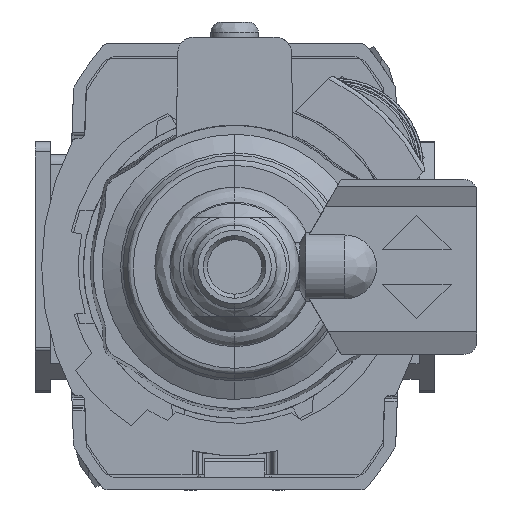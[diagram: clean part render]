
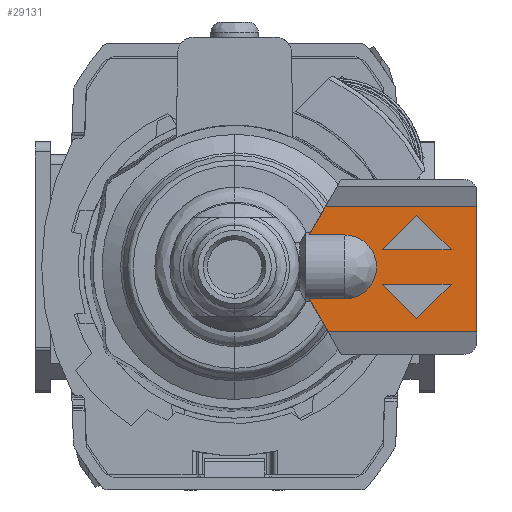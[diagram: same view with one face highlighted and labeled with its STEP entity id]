
A CAD part, front view. The second image highlights one B-rep face of the part: STEP entity #29131.
In plain terms, the highlighted planar face has unit normal (0, -1, 0).
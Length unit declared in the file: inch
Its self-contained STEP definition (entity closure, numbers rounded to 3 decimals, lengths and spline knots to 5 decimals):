
#74 = EDGE_CURVE ( 'NONE', #13927, #6747, #11300, .T. ) ;
#173 = VECTOR ( 'NONE', #38078, 39.37008 ) ;
#542 = DIRECTION ( 'NONE',  ( -0.707, 0., -0.707 ) ) ;
#2092 = EDGE_CURVE ( 'NONE', #20142, #29804, #9727, .T. ) ;
#2665 = CARTESIAN_POINT ( 'NONE',  ( 0.50512, -4.24459, -0.14658 ) ) ;
#2771 = EDGE_CURVE ( 'NONE', #6027, #40361, #14867, .T. ) ;
#2884 = ORIENTED_EDGE ( 'NONE', *, *, #19787, .F. ) ;
#2965 = CARTESIAN_POINT ( 'NONE',  ( 1.1122, -4.24459, -0.07874 ) ) ;
#3115 = VECTOR ( 'NONE', #8275, 39.37008 ) ;
#3670 = CIRCLE ( 'NONE', #9766, 0.14658 ) ;
#4255 = CARTESIAN_POINT ( 'NONE',  ( 0.67835, -4.24459, -0.07874 ) ) ;
#4468 = EDGE_CURVE ( 'NONE', #6747, #29822, #27756, .T. ) ;
#5423 = FACE_OUTER_BOUND ( 'NONE', #28057, .T. ) ;
#5558 = VECTOR ( 'NONE', #11696, 39.37008 ) ;
#5695 = CARTESIAN_POINT ( 'NONE',  ( 0.6626, -4.24459, 0.14658 ) ) ;
#6027 = VERTEX_POINT ( 'NONE', #30419 ) ;
#6647 = EDGE_CURVE ( 'NONE', #29804, #19042, #24375, .T. ) ;
#6747 = VERTEX_POINT ( 'NONE', #14842 ) ;
#8275 = DIRECTION ( 'NONE',  ( 0.5, 0., 0.866 ) ) ;
#8807 = FACE_BOUND ( 'NONE', #18196, .T. ) ;
#9003 = DIRECTION ( 'NONE',  ( 0., 1., 0. ) ) ;
#9223 = FACE_BOUND ( 'NONE', #39441, .T. ) ;
#9450 = CARTESIAN_POINT ( 'NONE',  ( 0.99331, -4.24459, 0.07874 ) ) ;
#9727 = LINE ( 'NONE', #12693, #14472 ) ;
#9766 = AXIS2_PLACEMENT_3D ( 'NONE', #41163, #32101, #28918 ) ;
#10336 = VECTOR ( 'NONE', #21962, 39.37008 ) ;
#11300 = LINE ( 'NONE', #14667, #31847 ) ;
#11696 = DIRECTION ( 'NONE',  ( 1., 0., 0. ) ) ;
#11880 = ORIENTED_EDGE ( 'NONE', *, *, #27281, .F. ) ;
#12693 = CARTESIAN_POINT ( 'NONE',  ( 1.1122, -4.24459, 0.07874 ) ) ;
#12796 = DIRECTION ( 'NONE',  ( 0., 0., 1. ) ) ;
#12815 = EDGE_CURVE ( 'NONE', #17483, #6027, #26861, .T. ) ;
#12904 = VERTEX_POINT ( 'NONE', #40547 ) ;
#13871 = ORIENTED_EDGE ( 'NONE', *, *, #2771, .F. ) ;
#13927 = VERTEX_POINT ( 'NONE', #4255 ) ;
#14019 = DIRECTION ( 'NONE',  ( -0.707, 0., 0.707 ) ) ;
#14190 = CARTESIAN_POINT ( 'NONE',  ( 1.1122, -4.24459, -0.29809 ) ) ;
#14269 = CARTESIAN_POINT ( 'NONE',  ( 0.34226, -4.24459, -0.14658 ) ) ;
#14472 = VECTOR ( 'NONE', #35697, 39.37008 ) ;
#14667 = CARTESIAN_POINT ( 'NONE',  ( 0.67835, -4.24459, -0.07874 ) ) ;
#14842 = CARTESIAN_POINT ( 'NONE',  ( 0.83583, -4.24459, -0.23622 ) ) ;
#14867 = LINE ( 'NONE', #27745, #5558 ) ;
#15167 = EDGE_CURVE ( 'NONE', #29822, #13927, #25366, .T. ) ;
#15289 = CARTESIAN_POINT ( 'NONE',  ( 0.83583, -4.24459, -0.23622 ) ) ;
#15735 = PLANE ( 'NONE',  #36244 ) ;
#16011 = ORIENTED_EDGE ( 'NONE', *, *, #15167, .F. ) ;
#16698 = EDGE_CURVE ( 'NONE', #41390, #24935, #40707, .T. ) ;
#17390 = CARTESIAN_POINT ( 'NONE',  ( 0.99331, -4.24459, 0.07874 ) ) ;
#17483 = VERTEX_POINT ( 'NONE', #40078 ) ;
#18196 = EDGE_LOOP ( 'NONE', ( #33084, #23275, #18746 ) ) ;
#18746 = ORIENTED_EDGE ( 'NONE', *, *, #2092, .F. ) ;
#18976 = ORIENTED_EDGE ( 'NONE', *, *, #12815, .F. ) ;
#19042 = VERTEX_POINT ( 'NONE', #33301 ) ;
#19135 = VECTOR ( 'NONE', #31430, 39.37008 ) ;
#19381 = VECTOR ( 'NONE', #37719, 39.37008 ) ;
#19787 = EDGE_CURVE ( 'NONE', #40361, #31903, #41273, .T. ) ;
#19799 = ORIENTED_EDGE ( 'NONE', *, *, #16698, .F. ) ;
#20142 = VERTEX_POINT ( 'NONE', #27072 ) ;
#21962 = DIRECTION ( 'NONE',  ( -1., 0., 0. ) ) ;
#21995 = VECTOR ( 'NONE', #14019, 39.37008 ) ;
#22985 = CARTESIAN_POINT ( 'NONE',  ( 0.42974, -4.24459, -0.29809 ) ) ;
#23275 = ORIENTED_EDGE ( 'NONE', *, *, #6647, .F. ) ;
#24375 = LINE ( 'NONE', #17390, #21995 ) ;
#24935 = VERTEX_POINT ( 'NONE', #2665 ) ;
#25366 = LINE ( 'NONE', #2965, #41693 ) ;
#26091 = VECTOR ( 'NONE', #38592, 39.37008 ) ;
#26861 = LINE ( 'NONE', #34434, #3115 ) ;
#27072 = CARTESIAN_POINT ( 'NONE',  ( 0.67835, -4.24459, 0.07874 ) ) ;
#27232 = EDGE_CURVE ( 'NONE', #31903, #28946, #33623, .T. ) ;
#27281 = EDGE_CURVE ( 'NONE', #24935, #12904, #3670, .T. ) ;
#27464 = VECTOR ( 'NONE', #34439, 39.37008 ) ;
#27745 = CARTESIAN_POINT ( 'NONE',  ( 1.1122, -4.24459, 0.27559 ) ) ;
#27756 = LINE ( 'NONE', #15289, #173 ) ;
#27779 = ORIENTED_EDGE ( 'NONE', *, *, #4468, .F. ) ;
#28057 = EDGE_LOOP ( 'NONE', ( #11880, #19799, #34734, #35204, #2884, #13871, #18976, #39856 ) ) ;
#28183 = EDGE_CURVE ( 'NONE', #19042, #20142, #28815, .T. ) ;
#28815 = LINE ( 'NONE', #41677, #30786 ) ;
#28820 = CARTESIAN_POINT ( 'NONE',  ( 1.11154, -4.24459, 0.27559 ) ) ;
#28836 = EDGE_CURVE ( 'NONE', #28946, #41390, #37972, .T. ) ;
#28918 = DIRECTION ( 'NONE',  ( 0., 0., -1. ) ) ;
#28946 = VERTEX_POINT ( 'NONE', #22985 ) ;
#29131 = ADVANCED_FACE ( 'NONE', ( #8807, #5423, #9223 ), #15735, .F. ) ;
#29804 = VERTEX_POINT ( 'NONE', #9450 ) ;
#29822 = VERTEX_POINT ( 'NONE', #33279 ) ;
#30419 = CARTESIAN_POINT ( 'NONE',  ( 0.41675, -4.24459, 0.27559 ) ) ;
#30786 = VECTOR ( 'NONE', #542, 39.37008 ) ;
#31374 = CARTESIAN_POINT ( 'NONE',  ( 1.1122, -4.24459, 0.27559 ) ) ;
#31430 = DIRECTION ( 'NONE',  ( 1., 0., 0. ) ) ;
#31847 = VECTOR ( 'NONE', #40416, 39.37008 ) ;
#31903 = VERTEX_POINT ( 'NONE', #34189 ) ;
#32101 = DIRECTION ( 'NONE',  ( 0., -1., 0. ) ) ;
#33084 = ORIENTED_EDGE ( 'NONE', *, *, #28183, .F. ) ;
#33279 = CARTESIAN_POINT ( 'NONE',  ( 0.99331, -4.24459, -0.07874 ) ) ;
#33301 = CARTESIAN_POINT ( 'NONE',  ( 0.83583, -4.24459, 0.23622 ) ) ;
#33623 = LINE ( 'NONE', #14190, #27464 ) ;
#34189 = CARTESIAN_POINT ( 'NONE',  ( 1.11154, -4.24459, -0.29809 ) ) ;
#34434 = CARTESIAN_POINT ( 'NONE',  ( 0.25764, -4.24459, 0. ) ) ;
#34439 = DIRECTION ( 'NONE',  ( -1., 0., 0. ) ) ;
#34622 = LINE ( 'NONE', #5695, #10336 ) ;
#34734 = ORIENTED_EDGE ( 'NONE', *, *, #28836, .F. ) ;
#34814 = CARTESIAN_POINT ( 'NONE',  ( 0.6626, -4.24459, -0.14658 ) ) ;
#35204 = ORIENTED_EDGE ( 'NONE', *, *, #27232, .F. ) ;
#35697 = DIRECTION ( 'NONE',  ( 1., 0., 0. ) ) ;
#35924 = EDGE_CURVE ( 'NONE', #12904, #17483, #34622, .T. ) ;
#36244 = AXIS2_PLACEMENT_3D ( 'NONE', #31374, #9003, #12796 ) ;
#37719 = DIRECTION ( 'NONE',  ( 0., 0., -1. ) ) ;
#37872 = ORIENTED_EDGE ( 'NONE', *, *, #74, .F. ) ;
#37972 = LINE ( 'NONE', #38393, #26091 ) ;
#38078 = DIRECTION ( 'NONE',  ( 0.707, 0., 0.707 ) ) ;
#38393 = CARTESIAN_POINT ( 'NONE',  ( 0.42974, -4.24459, -0.29809 ) ) ;
#38592 = DIRECTION ( 'NONE',  ( -0.5, 0., 0.866 ) ) ;
#39177 = CARTESIAN_POINT ( 'NONE',  ( 1.11154, -4.24459, 0.27559 ) ) ;
#39441 = EDGE_LOOP ( 'NONE', ( #16011, #27779, #37872 ) ) ;
#39856 = ORIENTED_EDGE ( 'NONE', *, *, #35924, .F. ) ;
#40078 = CARTESIAN_POINT ( 'NONE',  ( 0.34226, -4.24459, 0.14658 ) ) ;
#40361 = VERTEX_POINT ( 'NONE', #39177 ) ;
#40416 = DIRECTION ( 'NONE',  ( 0.707, 0., -0.707 ) ) ;
#40547 = CARTESIAN_POINT ( 'NONE',  ( 0.50512, -4.24459, 0.14658 ) ) ;
#40707 = LINE ( 'NONE', #34814, #19135 ) ;
#40751 = DIRECTION ( 'NONE',  ( -1., 0., 0. ) ) ;
#41163 = CARTESIAN_POINT ( 'NONE',  ( 0.50512, -4.24459, 0. ) ) ;
#41273 = LINE ( 'NONE', #28820, #19381 ) ;
#41390 = VERTEX_POINT ( 'NONE', #14269 ) ;
#41677 = CARTESIAN_POINT ( 'NONE',  ( 0.83583, -4.24459, 0.23622 ) ) ;
#41693 = VECTOR ( 'NONE', #40751, 39.37008 ) ;
